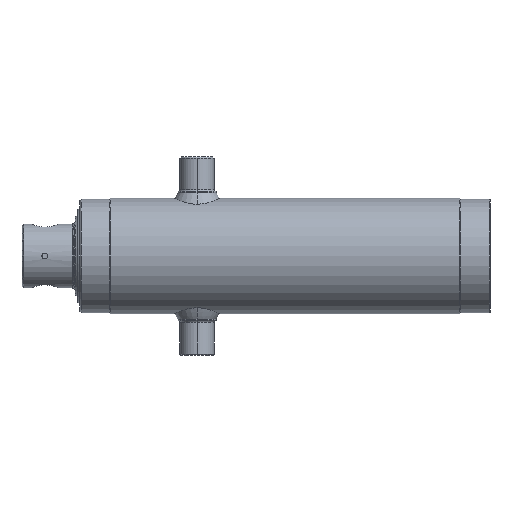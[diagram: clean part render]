
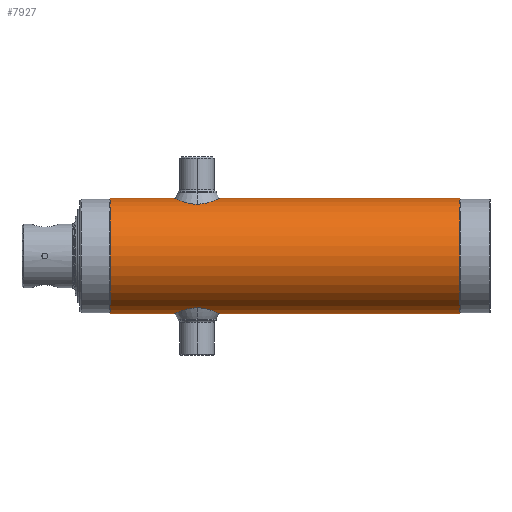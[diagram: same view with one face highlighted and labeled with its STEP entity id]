
A CAD part, left-side view. The second image highlights one B-rep face of the part: STEP entity #7927.
In plain terms, the highlighted cylindrical face has radius 75.75 mm (diameter 151.5 mm), a partial arc.
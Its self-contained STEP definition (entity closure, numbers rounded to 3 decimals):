
#7 = CARTESIAN_POINT ( 'NONE',  ( 0., 391., 75.75 ) ) ;
#137 = VECTOR ( 'NONE', #265, 1000. ) ;
#166 = CIRCLE ( 'NONE', #2015, 75.75 ) ;
#192 = CARTESIAN_POINT ( 'NONE',  ( -0.781, 390.962, 75.747 ) ) ;
#265 = DIRECTION ( 'NONE',  ( 0., 1., 0. ) ) ;
#531 = CARTESIAN_POINT ( 'NONE',  ( 0., 499., 75.75 ) ) ;
#563 = ORIENTED_EDGE ( 'NONE', *, *, #4126, .T. ) ;
#861 = CARTESIAN_POINT ( 'NONE',  ( 0., 391., 75.75 ) ) ;
#900 = CARTESIAN_POINT ( 'NONE',  ( 0., 40., 0. ) ) ;
#978 = LINE ( 'NONE', #1806, #8535 ) ;
#1049 = EDGE_CURVE ( 'NONE', #3645, #3523, #7739, .T. ) ;
#1150 = CARTESIAN_POINT ( 'NONE',  ( -3.963, 389.522, 75.647 ) ) ;
#1239 = VERTEX_POINT ( 'NONE', #1626 ) ;
#1429 = DIRECTION ( 'NONE',  ( 0., 0., 1. ) ) ;
#1524 = CARTESIAN_POINT ( 'NONE',  ( -5.39, 387.665, 75.558 ) ) ;
#1566 = CARTESIAN_POINT ( 'NONE',  ( -1.93, 390.685, 75.726 ) ) ;
#1626 = CARTESIAN_POINT ( 'NONE',  ( 0., 40., 75.75 ) ) ;
#1666 = DIRECTION ( 'NONE',  ( 0., 0., 1. ) ) ;
#1705 = DIRECTION ( 'NONE',  ( 0., 1., 0. ) ) ;
#1723 = ORIENTED_EDGE ( 'NONE', *, *, #1767, .F. ) ;
#1767 = EDGE_CURVE ( 'NONE', #9216, #7566, #5705, .T. ) ;
#1806 = CARTESIAN_POINT ( 'NONE',  ( 0., 522.61, 75.75 ) ) ;
#2015 = AXIS2_PLACEMENT_3D ( 'NONE', #7514, #3166, #8253 ) ;
#2045 = CARTESIAN_POINT ( 'NONE',  ( -4.516, 388.969, 75.616 ) ) ;
#2182 = CARTESIAN_POINT ( 'NONE',  ( -3.969, 380.483, 75.646 ) ) ;
#2442 = CARTESIAN_POINT ( 'NONE',  ( -3.176, 379.906, 75.684 ) ) ;
#2557 = CARTESIAN_POINT ( 'NONE',  ( -2.483, 379.534, 75.71 ) ) ;
#2630 = CARTESIAN_POINT ( 'NONE',  ( -5.206, 388.009, 75.571 ) ) ;
#2907 = CARTESIAN_POINT ( 'NONE',  ( -3.006, 379.804, 75.691 ) ) ;
#3000 = CARTESIAN_POINT ( 'NONE',  ( -4.775, 381.346, 75.6 ) ) ;
#3008 = CARTESIAN_POINT ( 'NONE',  ( -0.392, 391., 75.75 ) ) ;
#3166 = DIRECTION ( 'NONE',  ( 0., 1., 0. ) ) ;
#3353 = CARTESIAN_POINT ( 'NONE',  ( -4.522, 381.037, 75.615 ) ) ;
#3386 = CARTESIAN_POINT ( 'NONE',  ( -5.798, 386.556, 75.528 ) ) ;
#3479 = CYLINDRICAL_SURFACE ( 'NONE', #4161, 75.75 ) ;
#3523 = VERTEX_POINT ( 'NONE', #7596 ) ;
#3600 = CARTESIAN_POINT ( 'NONE',  ( 0., 499., -75.75 ) ) ;
#3645 = VERTEX_POINT ( 'NONE', #7 ) ;
#3774 = ORIENTED_EDGE ( 'NONE', *, *, #4869, .T. ) ;
#3879 = CARTESIAN_POINT ( 'NONE',  ( -2.114, 390.619, 75.721 ) ) ;
#3958 = CARTESIAN_POINT ( 'NONE',  ( -0.397, 379., 75.75 ) ) ;
#3985 = CARTESIAN_POINT ( 'NONE',  ( -2.66, 379.618, 75.703 ) ) ;
#4126 = EDGE_CURVE ( 'NONE', #3645, #8867, #5989, .T. ) ;
#4161 = AXIS2_PLACEMENT_3D ( 'NONE', #5806, #5075, #1429 ) ;
#4850 = CARTESIAN_POINT ( 'NONE',  ( 0., 522.61, -75.75 ) ) ;
#4869 = EDGE_CURVE ( 'NONE', #1239, #3523, #978, .T. ) ;
#4979 = ORIENTED_EDGE ( 'NONE', *, *, #8715, .T. ) ;
#5075 = DIRECTION ( 'NONE',  ( 0., 1., 0. ) ) ;
#5271 = CARTESIAN_POINT ( 'NONE',  ( -3.004, 390.209, 75.691 ) ) ;
#5276 = ORIENTED_EDGE ( 'NONE', *, *, #5986, .F. ) ;
#5302 = CARTESIAN_POINT ( 'NONE',  ( -2.656, 390.394, 75.704 ) ) ;
#5705 = LINE ( 'NONE', #4850, #9366 ) ;
#5806 = CARTESIAN_POINT ( 'NONE',  ( 0., 522.61, 0. ) ) ;
#5868 = CARTESIAN_POINT ( 'NONE',  ( -5.846, 386.366, 75.524 ) ) ;
#5884 = CARTESIAN_POINT ( 'NONE',  ( -3.661, 389.77, 75.662 ) ) ;
#5907 = CARTESIAN_POINT ( 'NONE',  ( -4.77, 388.661, 75.6 ) ) ;
#5931 = CARTESIAN_POINT ( 'NONE',  ( -5.848, 383.643, 75.524 ) ) ;
#5986 = EDGE_CURVE ( 'NONE', #7566, #8867, #166, .T. ) ;
#5989 = LINE ( 'NONE', #7556, #137 ) ;
#6040 = DIRECTION ( 'NONE',  ( 0., 1., 0. ) ) ;
#6122 = CARTESIAN_POINT ( 'NONE',  ( -5.394, 382.343, 75.558 ) ) ;
#6200 = CARTESIAN_POINT ( 'NONE',  ( 0., 40., -75.75 ) ) ;
#6217 = CARTESIAN_POINT ( 'NONE',  ( -0.789, 379.039, 75.747 ) ) ;
#6312 = CARTESIAN_POINT ( 'NONE',  ( -5.686, 383.076, 75.536 ) ) ;
#6403 = CARTESIAN_POINT ( 'NONE',  ( -5.8, 383.452, 75.528 ) ) ;
#6494 = CARTESIAN_POINT ( 'NONE',  ( -5.683, 386.933, 75.537 ) ) ;
#6525 = CARTESIAN_POINT ( 'NONE',  ( -5.62, 382.888, 75.541 ) ) ;
#6616 = CARTESIAN_POINT ( 'NONE',  ( -6., 384.609, 75.512 ) ) ;
#6713 = CARTESIAN_POINT ( 'NONE',  ( -1.942, 379.309, 75.726 ) ) ;
#6745 = CARTESIAN_POINT ( 'NONE',  ( -5.961, 385.79, 75.515 ) ) ;
#6885 = DIRECTION ( 'NONE',  ( 0., 1., 0. ) ) ;
#6972 = CARTESIAN_POINT ( 'NONE',  ( -6., 385.401, 75.512 ) ) ;
#7065 = EDGE_LOOP ( 'NONE', ( #1723, #4979, #3774, #8802, #563, #5276 ) ) ;
#7117 = CIRCLE ( 'NONE', #7142, 75.75 ) ;
#7142 = AXIS2_PLACEMENT_3D ( 'NONE', #900, #6040, #1666 ) ;
#7335 = FACE_OUTER_BOUND ( 'NONE', #7065, .T. ) ;
#7381 = CARTESIAN_POINT ( 'NONE',  ( -3.667, 380.235, 75.662 ) ) ;
#7514 = CARTESIAN_POINT ( 'NONE',  ( 0., 499., 0. ) ) ;
#7522 = CARTESIAN_POINT ( 'NONE',  ( -1.554, 390.799, 75.734 ) ) ;
#7556 = CARTESIAN_POINT ( 'NONE',  ( 0., 522.61, 75.75 ) ) ;
#7566 = VERTEX_POINT ( 'NONE', #3600 ) ;
#7596 = CARTESIAN_POINT ( 'NONE',  ( 0., 379., 75.75 ) ) ;
#7739 = B_SPLINE_CURVE_WITH_KNOTS ( 'NONE', 3,
 ( #861, #3008, #192, #8194, #7522, #1566, #3879, #5302, #5271, #5884, #1150, #2045, #5907, #2630, #1524, #9102, #6494, #3386, #5868, #6745, #6972, #6616, #9522, #5931, #6403, #6312, #6525, #6122, #8217, #3000, #3353, #2182, #7381, #2442, #2907, #3985, #2557, #6713, #7995, #6217, #3958, #8482 ),
 .UNSPECIFIED., .F., .F.,
 ( 4, 2, 2, 2, 2, 2, 2, 2, 2, 2, 2, 2, 2, 2, 2, 2, 2, 2, 2, 2, 4 ),
 ( 0.019, 0.02, 0.021, 0.021, 0.022, 0.023, 0.025, 0.026, 0.026, 0.027, 0.028, 0.029, 0.03, 0.03, 0.032, 0.033, 0.034, 0.035, 0.035, 0.036, 0.038 ),
 .UNSPECIFIED. ) ;
#7927 = ADVANCED_FACE ( 'NONE', ( #7335 ), #3479, .T. ) ;
#7995 = CARTESIAN_POINT ( 'NONE',  ( -1.565, 379.194, 75.735 ) ) ;
#8194 = CARTESIAN_POINT ( 'NONE',  ( -1.361, 390.847, 75.738 ) ) ;
#8217 = CARTESIAN_POINT ( 'NONE',  ( -5.21, 381.998, 75.571 ) ) ;
#8253 = DIRECTION ( 'NONE',  ( 0., 0., 1. ) ) ;
#8482 = CARTESIAN_POINT ( 'NONE',  ( 0., 379., 75.75 ) ) ;
#8535 = VECTOR ( 'NONE', #6885, 1000. ) ;
#8715 = EDGE_CURVE ( 'NONE', #9216, #1239, #7117, .T. ) ;
#8802 = ORIENTED_EDGE ( 'NONE', *, *, #1049, .F. ) ;
#8867 = VERTEX_POINT ( 'NONE', #531 ) ;
#9102 = CARTESIAN_POINT ( 'NONE',  ( -5.616, 387.12, 75.542 ) ) ;
#9216 = VERTEX_POINT ( 'NONE', #6200 ) ;
#9366 = VECTOR ( 'NONE', #1705, 1000. ) ;
#9522 = CARTESIAN_POINT ( 'NONE',  ( -5.962, 384.218, 75.515 ) ) ;
